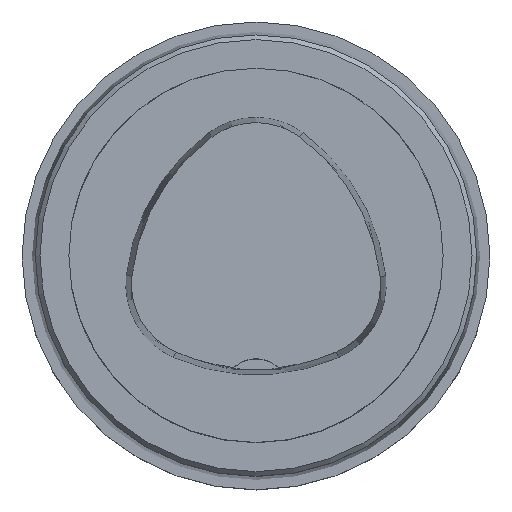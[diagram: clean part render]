
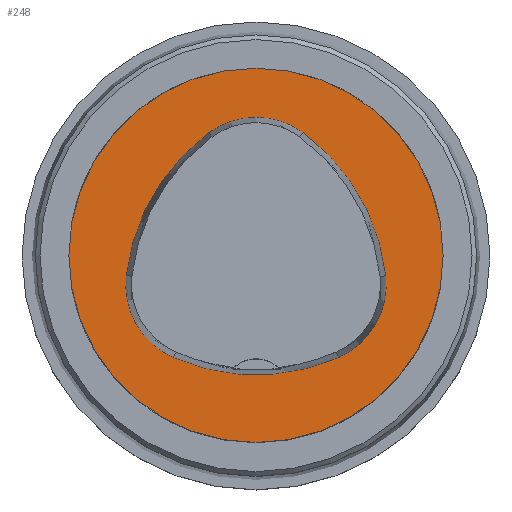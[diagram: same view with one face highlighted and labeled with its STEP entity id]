
A CAD part, top view. The second image highlights one B-rep face of the part: STEP entity #248.
In plain terms, the highlighted planar face has unit normal (0, 0, 1).
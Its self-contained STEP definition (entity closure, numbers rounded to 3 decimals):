
#210=PLANE('',#708);
#248=ADVANCED_FACE('',(#304,#305),#210,.T.);
#304=FACE_BOUND('',#350,.T.);
#305=FACE_BOUND('',#351,.T.);
#350=EDGE_LOOP('',(#451,#452,#453,#454,#455,#456));
#351=EDGE_LOOP('',(#457));
#451=ORIENTED_EDGE('',*,*,#598,.T.);
#452=ORIENTED_EDGE('',*,*,#578,.T.);
#453=ORIENTED_EDGE('',*,*,#582,.T.);
#454=ORIENTED_EDGE('',*,*,#585,.T.);
#455=ORIENTED_EDGE('',*,*,#588,.T.);
#456=ORIENTED_EDGE('',*,*,#596,.T.);
#457=ORIENTED_EDGE('',*,*,#563,.F.);
#514=VERTEX_POINT('',#954);
#529=VERTEX_POINT('',#993);
#530=VERTEX_POINT('',#994);
#533=VERTEX_POINT('',#1002);
#535=VERTEX_POINT('',#1008);
#537=VERTEX_POINT('',#1014);
#544=VERTEX_POINT('',#1035);
#563=EDGE_CURVE('',#514,#514,#620,.T.);
#578=EDGE_CURVE('',#529,#530,#627,.T.);
#582=EDGE_CURVE('',#530,#533,#629,.T.);
#585=EDGE_CURVE('',#533,#535,#631,.T.);
#588=EDGE_CURVE('',#535,#537,#633,.T.);
#596=EDGE_CURVE('',#537,#544,#637,.T.);
#598=EDGE_CURVE('',#544,#529,#639,.T.);
#620=CIRCLE('',#666,40.);
#627=CIRCLE('',#686,44.);
#629=CIRCLE('',#689,17.);
#631=CIRCLE('',#692,44.);
#633=CIRCLE('',#695,17.);
#637=CIRCLE('',#700,44.);
#639=CIRCLE('',#703,17.);
#666=AXIS2_PLACEMENT_3D('',#953,#774,#775);
#686=AXIS2_PLACEMENT_3D('',#992,#818,#819);
#689=AXIS2_PLACEMENT_3D('',#1001,#826,#827);
#692=AXIS2_PLACEMENT_3D('',#1007,#833,#834);
#695=AXIS2_PLACEMENT_3D('',#1013,#840,#841);
#700=AXIS2_PLACEMENT_3D('',#1036,#852,#853);
#703=AXIS2_PLACEMENT_3D('',#1039,#858,#859);
#708=AXIS2_PLACEMENT_3D('',#1044,#868,#869);
#774=DIRECTION('',(0.,0.,-1.));
#775=DIRECTION('',(-1.,0.,0.));
#818=DIRECTION('',(0.,0.,-1.));
#819=DIRECTION('',(-1.,0.,0.));
#826=DIRECTION('',(0.,0.,-1.));
#827=DIRECTION('',(-1.,0.,0.));
#833=DIRECTION('',(0.,0.,-1.));
#834=DIRECTION('',(-1.,0.,0.));
#840=DIRECTION('',(0.,0.,-1.));
#841=DIRECTION('',(-1.,0.,0.));
#852=DIRECTION('',(0.,0.,-1.));
#853=DIRECTION('',(-1.,0.,0.));
#858=DIRECTION('',(0.,0.,-1.));
#859=DIRECTION('',(-1.,0.,0.));
#868=DIRECTION('',(0.,0.,1.));
#869=DIRECTION('',(1.,0.,0.));
#953=CARTESIAN_POINT('',(0.,0.,0.));
#954=CARTESIAN_POINT('',(-40.,0.,0.));
#992=CARTESIAN_POINT('',(16.01,-9.224,0.));
#993=CARTESIAN_POINT('',(-27.722,-4.378,0.));
#994=CARTESIAN_POINT('',(-10.119,26.178,0.));
#1001=CARTESIAN_POINT('',(-0.023,12.5,0.));
#1002=CARTESIAN_POINT('',(10.049,26.194,0.));
#1007=CARTESIAN_POINT('',(-16.021,-9.25,0.));
#1008=CARTESIAN_POINT('',(27.71,-4.394,0.));
#1013=CARTESIAN_POINT('',(10.814,-6.27,0.));
#1014=CARTESIAN_POINT('',(17.611,-21.852,0.));
#1035=CARTESIAN_POINT('',(-17.652,-21.819,0.));
#1036=CARTESIAN_POINT('',(0.017,18.477,0.));
#1039=CARTESIAN_POINT('',(-10.825,-6.25,0.));
#1044=CARTESIAN_POINT('',(0.,0.,0.));
